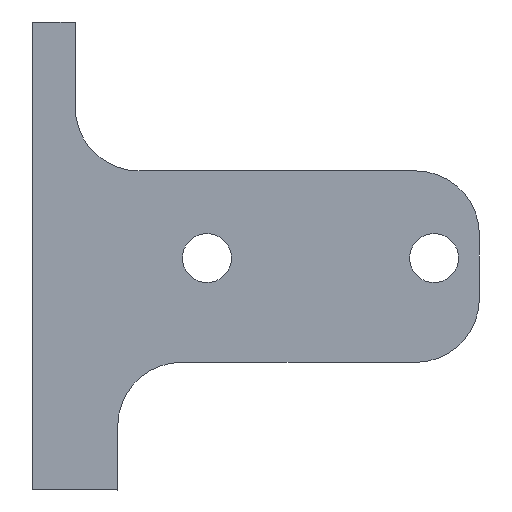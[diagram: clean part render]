
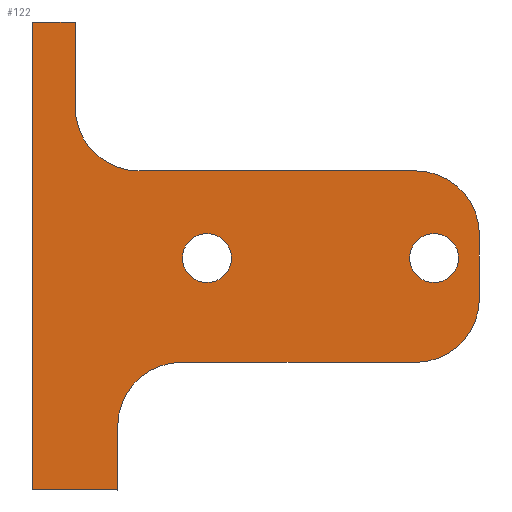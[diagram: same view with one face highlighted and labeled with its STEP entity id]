
A CAD part, front view. The second image highlights one B-rep face of the part: STEP entity #122.
In plain terms, the highlighted face is planar.
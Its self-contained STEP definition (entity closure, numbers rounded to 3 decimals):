
#122=ADVANCED_FACE('',(#239,#241,#243),#245,.F.);
#239=FACE_BOUND('',#240,.T.);
#240=EDGE_LOOP('',(#411,#412,#413,#414,#415,#416,#417,#418,#419,#420,#421,#422));
#241=FACE_BOUND('',#242,.T.);
#242=EDGE_LOOP('',(#423));
#243=FACE_BOUND('',#244,.T.);
#244=EDGE_LOOP('',(#424));
#245=PLANE('',#246);
#246=AXIS2_PLACEMENT_3D('',#247,#248,#249);
#247=CARTESIAN_POINT('',(0.,0.,0.));
#248=DIRECTION('',(1.,0.,0.));
#249=DIRECTION('',(0.,0.,-1.));
#411=ORIENTED_EDGE('',*,*,#498,.F.);
#412=ORIENTED_EDGE('',*,*,#501,.F.);
#413=ORIENTED_EDGE('',*,*,#503,.F.);
#414=ORIENTED_EDGE('',*,*,#507,.F.);
#415=ORIENTED_EDGE('',*,*,#510,.F.);
#416=ORIENTED_EDGE('',*,*,#513,.T.);
#417=ORIENTED_EDGE('',*,*,#515,.F.);
#418=ORIENTED_EDGE('',*,*,#528,.T.);
#419=ORIENTED_EDGE('',*,*,#531,.T.);
#420=ORIENTED_EDGE('',*,*,#532,.F.);
#421=ORIENTED_EDGE('',*,*,#518,.F.);
#422=ORIENTED_EDGE('',*,*,#523,.T.);
#423=ORIENTED_EDGE('',*,*,#494,.T.);
#424=ORIENTED_EDGE('',*,*,#492,.T.);
#492=EDGE_CURVE('',#564,#564,#565,.T.);
#494=EDGE_CURVE('',#568,#568,#569,.T.);
#498=EDGE_CURVE('',#575,#570,#577,.F.);
#501=EDGE_CURVE('',#580,#575,#582,.T.);
#503=EDGE_CURVE('',#584,#580,#586,.F.);
#507=EDGE_CURVE('',#590,#584,#592,.T.);
#510=EDGE_CURVE('',#595,#590,#597,.F.);
#513=EDGE_CURVE('',#595,#600,#602,.F.);
#515=EDGE_CURVE('',#604,#600,#606,.F.);
#518=EDGE_CURVE('',#609,#611,#612,.T.);
#523=EDGE_CURVE('',#609,#570,#620,.T.);
#528=EDGE_CURVE('',#604,#625,#627,.T.);
#531=EDGE_CURVE('',#625,#632,#633,.F.);
#532=EDGE_CURVE('',#611,#632,#634,.T.);
#564=VERTEX_POINT('',#688);
#565=CIRCLE('',#689,1.15);
#568=VERTEX_POINT('',#698);
#569=CIRCLE('',#699,1.15);
#570=VERTEX_POINT('',#703);
#575=VERTEX_POINT('',#713);
#577=CIRCLE('',#717,3.);
#580=VERTEX_POINT('',#725);
#582=LINE('',#729,#730);
#584=VERTEX_POINT('',#733);
#586=CIRCLE('',#737,3.);
#590=VERTEX_POINT('',#749);
#592=LINE('',#753,#754);
#595=VERTEX_POINT('',#761);
#597=CIRCLE('',#765,3.);
#600=VERTEX_POINT('',#773);
#602=LINE('',#777,#778);
#604=VERTEX_POINT('',#781);
#606=CIRCLE('',#785,3.);
#609=VERTEX_POINT('',#794);
#611=VERTEX_POINT('',#798);
#612=LINE('',#799,#800);
#620=LINE('',#817,#818);
#625=VERTEX_POINT('',#830);
#627=LINE('',#834,#835);
#632=VERTEX_POINT('',#847);
#633=LINE('',#848,#849);
#634=LINE('',#851,#852);
#688=CARTESIAN_POINT('',(0.,-8.373,-6.45));
#689=AXIS2_PLACEMENT_3D('',#690,#691,#692);
#690=CARTESIAN_POINT('',(0.,-8.373,-7.6));
#691=DIRECTION('',(1.,0.,0.));
#692=DIRECTION('',(0.,0.,1.));
#698=CARTESIAN_POINT('',(0.,2.307,-6.45));
#699=AXIS2_PLACEMENT_3D('',#700,#701,#702);
#700=CARTESIAN_POINT('',(0.,2.307,-7.6));
#701=DIRECTION('',(1.,0.,0.));
#702=DIRECTION('',(0.,0.,1.));
#703=CARTESIAN_POINT('',(0.,6.5,-15.5));
#713=CARTESIAN_POINT('',(0.,3.5,-12.5));
#717=AXIS2_PLACEMENT_3D('',#718,#719,#720);
#718=CARTESIAN_POINT('',(0.,3.5,-15.5));
#719=DIRECTION('',(1.,0.,0.));
#720=DIRECTION('',(0.,1.,0.));
#725=CARTESIAN_POINT('',(0.,-7.5,-12.5));
#729=CARTESIAN_POINT('',(0.,-7.5,-12.5));
#730=VECTOR('',#731,1.);
#731=DIRECTION('',(0.,1.,0.));
#733=CARTESIAN_POINT('',(0.,-10.5,-9.5));
#737=AXIS2_PLACEMENT_3D('',#738,#739,#740);
#738=CARTESIAN_POINT('',(0.,-7.5,-9.5));
#739=DIRECTION('',(-1.,0.,0.));
#740=DIRECTION('',(0.,0.,-1.));
#749=CARTESIAN_POINT('',(0.,-10.5,-6.5));
#753=CARTESIAN_POINT('',(0.,-10.5,-6.5));
#754=VECTOR('',#755,1.);
#755=DIRECTION('',(0.,0.,-1.));
#761=CARTESIAN_POINT('',(0.,-7.5,-3.5));
#765=AXIS2_PLACEMENT_3D('',#766,#767,#768);
#766=CARTESIAN_POINT('',(0.,-7.5,-6.5));
#767=DIRECTION('',(-1.,0.,0.));
#768=DIRECTION('',(0.,-1.,0.));
#773=CARTESIAN_POINT('',(0.,5.5,-3.5));
#777=CARTESIAN_POINT('',(0.,5.5,-3.5));
#778=VECTOR('',#779,1.);
#779=DIRECTION('',(0.,-1.,0.));
#781=CARTESIAN_POINT('',(0.,8.5,-0.5));
#785=AXIS2_PLACEMENT_3D('',#786,#787,#788);
#786=CARTESIAN_POINT('',(0.,5.5,-0.5));
#787=DIRECTION('',(1.,0.,0.));
#788=DIRECTION('',(0.,0.,-1.));
#794=CARTESIAN_POINT('',(0.,6.5,-18.5));
#798=CARTESIAN_POINT('',(0.,10.5,-18.5));
#799=CARTESIAN_POINT('',(0.,6.5,-18.5));
#800=VECTOR('',#801,1.);
#801=DIRECTION('',(0.,1.,0.));
#817=CARTESIAN_POINT('',(0.,6.5,-18.5));
#818=VECTOR('',#819,1.);
#819=DIRECTION('',(0.,0.,1.));
#830=CARTESIAN_POINT('',(0.,8.5,3.5));
#834=CARTESIAN_POINT('',(0.,8.5,-0.5));
#835=VECTOR('',#836,1.);
#836=DIRECTION('',(0.,0.,1.));
#847=CARTESIAN_POINT('',(0.,10.5,3.5));
#848=CARTESIAN_POINT('',(0.,10.5,3.5));
#849=VECTOR('',#850,1.);
#850=DIRECTION('',(0.,-1.,0.));
#851=CARTESIAN_POINT('',(0.,10.5,-18.5));
#852=VECTOR('',#853,1.);
#853=DIRECTION('',(0.,0.,1.));
